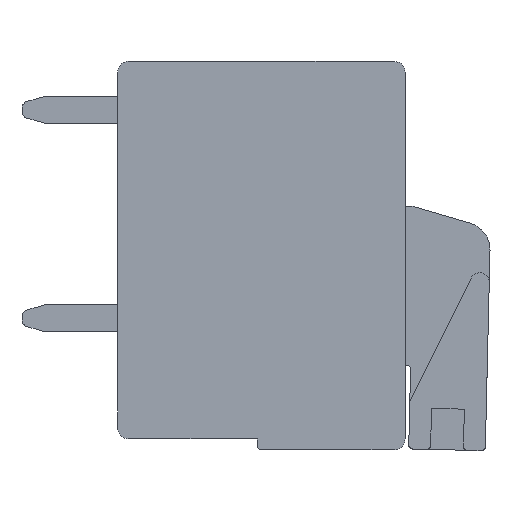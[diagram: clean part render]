
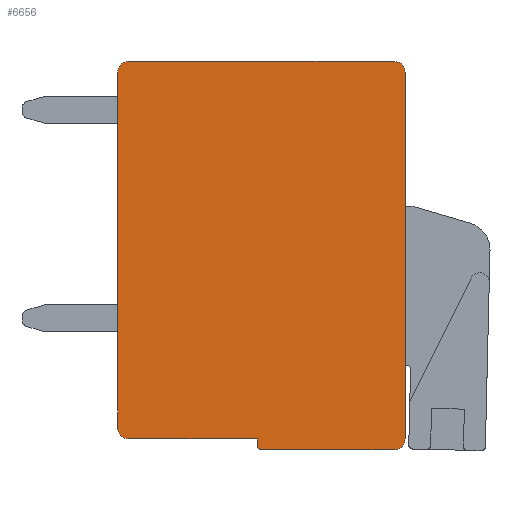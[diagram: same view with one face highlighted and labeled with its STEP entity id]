
A CAD part, front view. The second image highlights one B-rep face of the part: STEP entity #6656.
In plain terms, the highlighted planar face has unit normal (0, -1, 0).
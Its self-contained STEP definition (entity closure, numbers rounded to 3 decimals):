
#1=CARTESIAN_POINT('',(5.25,0.,-14.05));
#2=DIRECTION('',(0.,1.,0.));
#3=DIRECTION('',(0.,0.,-1.));
#4=AXIS2_PLACEMENT_3D('',#1,#2,#3);
#6=DIRECTION('',(0.,0.,1.));
#7=VECTOR('',#6,0.25);
#8=CARTESIAN_POINT('',(5.1,0.,-14.05));
#9=LINE('',#8,#7);
#10=DIRECTION('',(-1.,0.,0.));
#11=VECTOR('',#10,4.7);
#12=CARTESIAN_POINT('',(5.1,0.,-13.8));
#13=LINE('',#12,#11);
#14=CARTESIAN_POINT('',(0.4,0.,-13.4));
#15=DIRECTION('',(0.,1.,0.));
#16=DIRECTION('',(0.,0.,-1.));
#17=AXIS2_PLACEMENT_3D('',#14,#15,#16);
#19=DIRECTION('',(0.,0.,1.));
#20=VECTOR('',#19,13.);
#21=CARTESIAN_POINT('',(0.,0.,-13.4));
#22=LINE('',#21,#20);
#23=CARTESIAN_POINT('',(0.4,0.,-0.4));
#24=DIRECTION('',(0.,1.,0.));
#25=DIRECTION('',(-1.,0.,0.));
#26=AXIS2_PLACEMENT_3D('',#23,#24,#25);
#28=DIRECTION('',(1.,0.,0.));
#29=VECTOR('',#28,9.7);
#30=CARTESIAN_POINT('',(0.4,0.,0.));
#31=LINE('',#30,#29);
#32=CARTESIAN_POINT('',(10.1,0.,-0.4));
#33=DIRECTION('',(0.,1.,0.));
#34=DIRECTION('',(0.,0.,1.));
#35=AXIS2_PLACEMENT_3D('',#32,#33,#34);
#37=DIRECTION('',(0.,0.,-1.));
#38=VECTOR('',#37,13.4);
#39=CARTESIAN_POINT('',(10.5,0.,-0.4));
#40=LINE('',#39,#38);
#41=CARTESIAN_POINT('',(10.1,0.,-13.8));
#42=DIRECTION('',(0.,1.,0.));
#43=DIRECTION('',(1.,0.,0.));
#44=AXIS2_PLACEMENT_3D('',#41,#42,#43);
#46=DIRECTION('',(-1.,0.,0.));
#47=VECTOR('',#46,4.85);
#48=CARTESIAN_POINT('',(10.1,0.,-14.2));
#49=LINE('',#48,#47);
#5055=CARTESIAN_POINT('',(5.25,0.,-14.2));
#5056=CARTESIAN_POINT('',(5.1,0.,-14.05));
#5057=VERTEX_POINT('',#5055);
#5058=VERTEX_POINT('',#5056);
#5059=CARTESIAN_POINT('',(5.1,0.,-13.8));
#5060=VERTEX_POINT('',#5059);
#5061=CARTESIAN_POINT('',(0.4,0.,-13.8));
#5062=VERTEX_POINT('',#5061);
#5063=CARTESIAN_POINT('',(0.,0.,-13.4));
#5064=VERTEX_POINT('',#5063);
#5065=CARTESIAN_POINT('',(0.,0.,-0.4));
#5066=VERTEX_POINT('',#5065);
#5067=CARTESIAN_POINT('',(0.4,0.,0.));
#5068=VERTEX_POINT('',#5067);
#5069=CARTESIAN_POINT('',(10.1,0.,0.));
#5070=VERTEX_POINT('',#5069);
#5071=CARTESIAN_POINT('',(10.5,0.,-0.4));
#5072=VERTEX_POINT('',#5071);
#5073=CARTESIAN_POINT('',(10.5,0.,-13.8));
#5074=VERTEX_POINT('',#5073);
#5075=CARTESIAN_POINT('',(10.1,0.,-14.2));
#5076=VERTEX_POINT('',#5075);
#6627=CARTESIAN_POINT('',(0.,0.,0.));
#6628=DIRECTION('',(0.,1.,0.));
#6629=DIRECTION('',(1.,0.,0.));
#6630=AXIS2_PLACEMENT_3D('',#6627,#6628,#6629);
#6631=PLANE('',#6630);
#6633=ORIENTED_EDGE('',*,*,#6632,.T.);
#6635=ORIENTED_EDGE('',*,*,#6634,.T.);
#6637=ORIENTED_EDGE('',*,*,#6636,.T.);
#6639=ORIENTED_EDGE('',*,*,#6638,.T.);
#6641=ORIENTED_EDGE('',*,*,#6640,.T.);
#6643=ORIENTED_EDGE('',*,*,#6642,.T.);
#6645=ORIENTED_EDGE('',*,*,#6644,.T.);
#6647=ORIENTED_EDGE('',*,*,#6646,.T.);
#6649=ORIENTED_EDGE('',*,*,#6648,.T.);
#6651=ORIENTED_EDGE('',*,*,#6650,.T.);
#6653=ORIENTED_EDGE('',*,*,#6652,.T.);
#6654=EDGE_LOOP('',(#6633,#6635,#6637,#6639,#6641,#6643,#6645,#6647,#6649,#6651,
#6653));
#6655=FACE_OUTER_BOUND('',#6654,.F.);
#5=CIRCLE('',#4,0.15);
#18=CIRCLE('',#17,0.4);
#27=CIRCLE('',#26,0.4);
#36=CIRCLE('',#35,0.4);
#45=CIRCLE('',#44,0.4);
#6632=EDGE_CURVE('',#5057,#5058,#5,.T.);
#6634=EDGE_CURVE('',#5058,#5060,#9,.T.);
#6636=EDGE_CURVE('',#5060,#5062,#13,.T.);
#6638=EDGE_CURVE('',#5062,#5064,#18,.T.);
#6640=EDGE_CURVE('',#5064,#5066,#22,.T.);
#6642=EDGE_CURVE('',#5066,#5068,#27,.T.);
#6644=EDGE_CURVE('',#5068,#5070,#31,.T.);
#6646=EDGE_CURVE('',#5070,#5072,#36,.T.);
#6648=EDGE_CURVE('',#5072,#5074,#40,.T.);
#6650=EDGE_CURVE('',#5074,#5076,#45,.T.);
#6652=EDGE_CURVE('',#5076,#5057,#49,.T.);
#6656=ADVANCED_FACE('',(#6655),#6631,.F.);
